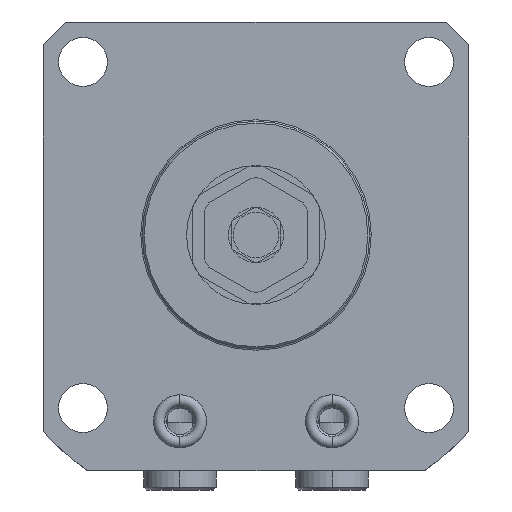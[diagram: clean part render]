
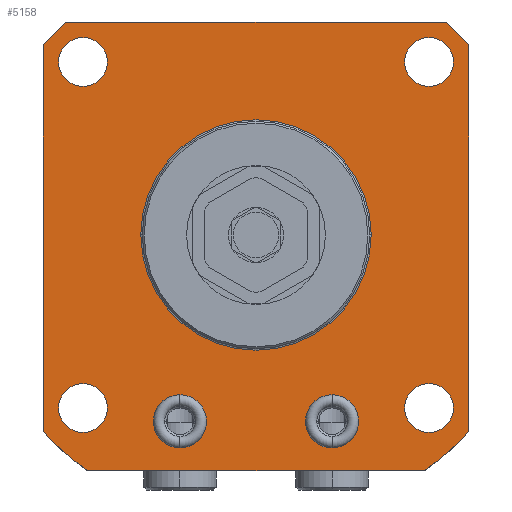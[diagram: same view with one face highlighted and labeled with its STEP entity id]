
A CAD part, front view. The second image highlights one B-rep face of the part: STEP entity #5158.
In plain terms, the highlighted planar face has unit normal (0, -1, 0).
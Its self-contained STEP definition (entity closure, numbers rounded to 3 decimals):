
#287=CARTESIAN_POINT('',(0.,0.,0.));
#288=DIRECTION('',(0.,-1.,0.));
#289=DIRECTION('',(0.581,0.,-0.814));
#290=AXIS2_PLACEMENT_3D('',#287,#288,#289);
#316=CARTESIAN_POINT('',(0.,0.,0.));
#317=DIRECTION('',(0.,-1.,0.));
#318=DIRECTION('',(-0.735,0.,-0.678));
#319=AXIS2_PLACEMENT_3D('',#316,#317,#318);
#450=CARTESIAN_POINT('',(0.,0.,0.));
#451=DIRECTION('',(0.,1.,0.));
#452=DIRECTION('',(-1.,0.,0.));
#453=AXIS2_PLACEMENT_3D('',#450,#451,#452);
#458=CARTESIAN_POINT('',(0.,0.,0.));
#459=DIRECTION('',(0.,1.,0.));
#460=DIRECTION('',(1.,0.,0.));
#461=AXIS2_PLACEMENT_3D('',#458,#459,#460);
#466=DIRECTION('',(1.,0.,0.));
#467=VECTOR('',#466,88.599);
#468=CARTESIAN_POINT('',(-44.299,0.,-62.));
#469=LINE('',#468,#467);
#473=DIRECTION('',(0.,0.,-1.));
#474=VECTOR('',#473,101.676);
#475=CARTESIAN_POINT('',(-56.,0.,50.));
#476=LINE('',#475,#474);
#480=DIRECTION('',(-0.707,0.,-0.707));
#481=VECTOR('',#480,8.485);
#482=CARTESIAN_POINT('',(-50.,0.,56.));
#483=LINE('',#482,#481);
#487=DIRECTION('',(-1.,0.,0.));
#488=VECTOR('',#487,100.);
#489=CARTESIAN_POINT('',(50.,0.,56.));
#490=LINE('',#489,#488);
#494=DIRECTION('',(-0.707,0.,0.707));
#495=VECTOR('',#494,8.485);
#496=CARTESIAN_POINT('',(56.,0.,50.));
#497=LINE('',#496,#495);
#501=DIRECTION('',(0.,0.,1.));
#502=VECTOR('',#501,101.676);
#503=CARTESIAN_POINT('',(56.,0.,-51.676));
#504=LINE('',#503,#502);
#508=CARTESIAN_POINT('',(-45.5,0.,-45.5));
#509=DIRECTION('',(0.,1.,0.));
#510=DIRECTION('',(-1.,0.,0.));
#511=AXIS2_PLACEMENT_3D('',#508,#509,#510);
#516=CARTESIAN_POINT('',(-45.5,0.,-45.5));
#517=DIRECTION('',(0.,1.,0.));
#518=DIRECTION('',(1.,0.,0.));
#519=AXIS2_PLACEMENT_3D('',#516,#517,#518);
#524=CARTESIAN_POINT('',(45.5,0.,-45.5));
#525=DIRECTION('',(0.,1.,0.));
#526=DIRECTION('',(-1.,0.,0.));
#527=AXIS2_PLACEMENT_3D('',#524,#525,#526);
#532=CARTESIAN_POINT('',(45.5,0.,-45.5));
#533=DIRECTION('',(0.,1.,0.));
#534=DIRECTION('',(1.,0.,0.));
#535=AXIS2_PLACEMENT_3D('',#532,#533,#534);
#540=CARTESIAN_POINT('',(45.5,0.,45.5));
#541=DIRECTION('',(0.,1.,0.));
#542=DIRECTION('',(-1.,0.,0.));
#543=AXIS2_PLACEMENT_3D('',#540,#541,#542);
#548=CARTESIAN_POINT('',(45.5,0.,45.5));
#549=DIRECTION('',(0.,1.,0.));
#550=DIRECTION('',(1.,0.,0.));
#551=AXIS2_PLACEMENT_3D('',#548,#549,#550);
#556=CARTESIAN_POINT('',(-45.5,0.,45.5));
#557=DIRECTION('',(0.,1.,0.));
#558=DIRECTION('',(-1.,0.,0.));
#559=AXIS2_PLACEMENT_3D('',#556,#557,#558);
#564=CARTESIAN_POINT('',(-45.5,0.,45.5));
#565=DIRECTION('',(0.,1.,0.));
#566=DIRECTION('',(1.,0.,0.));
#567=AXIS2_PLACEMENT_3D('',#564,#565,#566);
#572=CARTESIAN_POINT('',(-20.,0.,-49.));
#573=DIRECTION('',(0.,-1.,0.));
#574=DIRECTION('',(-1.,0.,0.));
#575=AXIS2_PLACEMENT_3D('',#572,#573,#574);
#580=CARTESIAN_POINT('',(-20.,0.,-49.));
#581=DIRECTION('',(0.,-1.,0.));
#582=DIRECTION('',(1.,0.,0.));
#583=AXIS2_PLACEMENT_3D('',#580,#581,#582);
#588=CARTESIAN_POINT('',(20.,0.,-49.));
#589=DIRECTION('',(0.,1.,0.));
#590=DIRECTION('',(1.,0.,0.));
#591=AXIS2_PLACEMENT_3D('',#588,#589,#590);
#596=CARTESIAN_POINT('',(20.,0.,-49.));
#597=DIRECTION('',(0.,1.,0.));
#598=DIRECTION('',(-1.,0.,0.));
#599=AXIS2_PLACEMENT_3D('',#596,#597,#598);
#4150=CARTESIAN_POINT('',(-44.299,0.,-62.));
#4151=CARTESIAN_POINT('',(44.299,0.,-62.));
#4152=VERTEX_POINT('',#4150);
#4153=VERTEX_POINT('',#4151);
#4154=CARTESIAN_POINT('',(56.,0.,-51.676));
#4155=CARTESIAN_POINT('',(56.,0.,50.));
#4156=VERTEX_POINT('',#4154);
#4157=VERTEX_POINT('',#4155);
#4162=CARTESIAN_POINT('',(-56.,0.,-51.676));
#4163=VERTEX_POINT('',#4162);
#4164=CARTESIAN_POINT('',(-51.9,0.,-45.5));
#4165=CARTESIAN_POINT('',(-39.1,0.,-45.5));
#4166=VERTEX_POINT('',#4164);
#4167=VERTEX_POINT('',#4165);
#4168=CARTESIAN_POINT('',(39.1,0.,-45.5));
#4169=CARTESIAN_POINT('',(51.9,0.,-45.5));
#4170=VERTEX_POINT('',#4168);
#4171=VERTEX_POINT('',#4169);
#4172=CARTESIAN_POINT('',(39.1,0.,45.5));
#4173=CARTESIAN_POINT('',(51.9,0.,45.5));
#4174=VERTEX_POINT('',#4172);
#4175=VERTEX_POINT('',#4173);
#4176=CARTESIAN_POINT('',(-51.9,0.,45.5));
#4177=CARTESIAN_POINT('',(-39.1,0.,45.5));
#4178=VERTEX_POINT('',#4176);
#4179=VERTEX_POINT('',#4177);
#4224=CARTESIAN_POINT('',(-30.285,0.,0.));
#4225=CARTESIAN_POINT('',(30.285,0.,0.));
#4226=VERTEX_POINT('',#4224);
#4227=VERTEX_POINT('',#4225);
#4312=CARTESIAN_POINT('',(-27.,0.,-49.));
#4313=CARTESIAN_POINT('',(-13.,0.,-49.));
#4314=VERTEX_POINT('',#4312);
#4315=VERTEX_POINT('',#4313);
#4340=CARTESIAN_POINT('',(27.,0.,-49.));
#4341=VERTEX_POINT('',#4340);
#4342=CARTESIAN_POINT('',(13.,0.,-49.));
#4343=VERTEX_POINT('',#4342);
#4552=CARTESIAN_POINT('',(50.,0.,56.));
#4553=VERTEX_POINT('',#4552);
#4554=CARTESIAN_POINT('',(-50.,0.,56.));
#4555=VERTEX_POINT('',#4554);
#4556=CARTESIAN_POINT('',(-56.,0.,50.));
#4557=VERTEX_POINT('',#4556);
#5098=CARTESIAN_POINT('',(0.,0.,0.));
#5099=DIRECTION('',(0.,-1.,0.));
#5100=DIRECTION('',(-1.,0.,0.));
#5101=AXIS2_PLACEMENT_3D('',#5098,#5099,#5100);
#5102=PLANE('',#5101);
#5103=ORIENTED_EDGE('',*,*,#4936,.F.);
#5104=ORIENTED_EDGE('',*,*,#4981,.F.);
#5106=ORIENTED_EDGE('',*,*,#5105,.F.);
#5108=ORIENTED_EDGE('',*,*,#5107,.F.);
#5110=ORIENTED_EDGE('',*,*,#5109,.F.);
#5112=ORIENTED_EDGE('',*,*,#5111,.F.);
#5114=ORIENTED_EDGE('',*,*,#5113,.F.);
#5115=ORIENTED_EDGE('',*,*,#4961,.F.);
#5116=EDGE_LOOP('',(#5103,#5104,#5106,#5108,#5110,#5112,#5114,#5115));
#5117=FACE_OUTER_BOUND('',#5116,.F.);
#5119=ORIENTED_EDGE('',*,*,#5118,.F.);
#5121=ORIENTED_EDGE('',*,*,#5120,.F.);
#5122=EDGE_LOOP('',(#5119,#5121));
#5123=FACE_BOUND('',#5122,.F.);
#5125=ORIENTED_EDGE('',*,*,#5124,.F.);
#5127=ORIENTED_EDGE('',*,*,#5126,.F.);
#5128=EDGE_LOOP('',(#5125,#5127));
#5129=FACE_BOUND('',#5128,.F.);
#5130=ORIENTED_EDGE('',*,*,#5078,.F.);
#5131=ORIENTED_EDGE('',*,*,#5092,.F.);
#5132=EDGE_LOOP('',(#5130,#5131));
#5133=FACE_BOUND('',#5132,.F.);
#5135=ORIENTED_EDGE('',*,*,#5134,.F.);
#5137=ORIENTED_EDGE('',*,*,#5136,.F.);
#5138=EDGE_LOOP('',(#5135,#5137));
#5139=FACE_BOUND('',#5138,.F.);
#5141=ORIENTED_EDGE('',*,*,#5140,.F.);
#5143=ORIENTED_EDGE('',*,*,#5142,.F.);
#5144=EDGE_LOOP('',(#5141,#5143));
#5145=FACE_BOUND('',#5144,.F.);
#5147=ORIENTED_EDGE('',*,*,#5146,.T.);
#5149=ORIENTED_EDGE('',*,*,#5148,.T.);
#5150=EDGE_LOOP('',(#5147,#5149));
#5151=FACE_BOUND('',#5150,.F.);
#5153=ORIENTED_EDGE('',*,*,#5152,.F.);
#5155=ORIENTED_EDGE('',*,*,#5154,.F.);
#5156=EDGE_LOOP('',(#5153,#5155));
#5157=FACE_BOUND('',#5156,.F.);
#291=CIRCLE('',#290,76.2);
#320=CIRCLE('',#319,76.2);
#454=CIRCLE('',#453,30.285);
#462=CIRCLE('',#461,30.285);
#512=CIRCLE('',#511,6.4);
#520=CIRCLE('',#519,6.4);
#528=CIRCLE('',#527,6.4);
#536=CIRCLE('',#535,6.4);
#544=CIRCLE('',#543,6.4);
#552=CIRCLE('',#551,6.4);
#560=CIRCLE('',#559,6.4);
#568=CIRCLE('',#567,6.4);
#576=CIRCLE('',#575,7.);
#584=CIRCLE('',#583,7.);
#592=CIRCLE('',#591,7.);
#600=CIRCLE('',#599,7.);
#4936=EDGE_CURVE('',#4152,#4153,#469,.T.);
#4961=EDGE_CURVE('',#4153,#4156,#291,.T.);
#4981=EDGE_CURVE('',#4163,#4152,#320,.T.);
#5078=EDGE_CURVE('',#4170,#4171,#528,.T.);
#5092=EDGE_CURVE('',#4171,#4170,#536,.T.);
#5105=EDGE_CURVE('',#4557,#4163,#476,.T.);
#5107=EDGE_CURVE('',#4555,#4557,#483,.T.);
#5109=EDGE_CURVE('',#4553,#4555,#490,.T.);
#5111=EDGE_CURVE('',#4157,#4553,#497,.T.);
#5113=EDGE_CURVE('',#4156,#4157,#504,.T.);
#5118=EDGE_CURVE('',#4226,#4227,#454,.T.);
#5120=EDGE_CURVE('',#4227,#4226,#462,.T.);
#5124=EDGE_CURVE('',#4166,#4167,#512,.T.);
#5126=EDGE_CURVE('',#4167,#4166,#520,.T.);
#5134=EDGE_CURVE('',#4174,#4175,#544,.T.);
#5136=EDGE_CURVE('',#4175,#4174,#552,.T.);
#5140=EDGE_CURVE('',#4178,#4179,#560,.T.);
#5142=EDGE_CURVE('',#4179,#4178,#568,.T.);
#5146=EDGE_CURVE('',#4314,#4315,#576,.T.);
#5148=EDGE_CURVE('',#4315,#4314,#584,.T.);
#5152=EDGE_CURVE('',#4341,#4343,#592,.T.);
#5154=EDGE_CURVE('',#4343,#4341,#600,.T.);
#5158=ADVANCED_FACE('',(#5117,#5123,#5129,#5133,#5139,#5145,#5151,#5157),#5102,
.T.);
